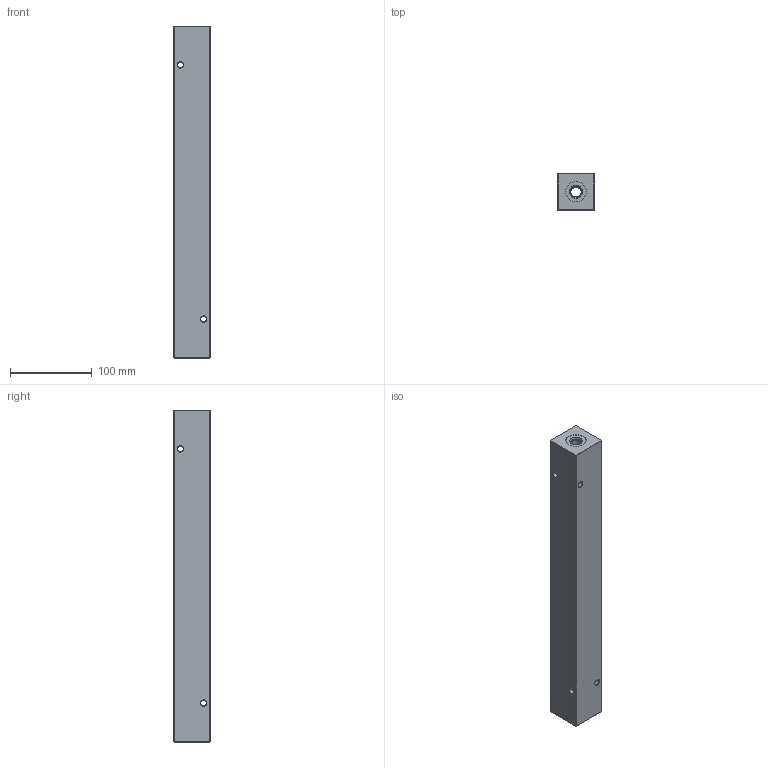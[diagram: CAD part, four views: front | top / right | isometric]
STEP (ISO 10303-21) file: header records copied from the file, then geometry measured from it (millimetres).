
FILE_DESCRIPTION (( 'STEP AP203' ), '1' );
FILE_NAME ('HM-9-90-S-6-4.STEP', '2020-11-09T15:06:15', ( '' ), ( '' ), 'SwSTEP 2.0', 'SolidWorks 2019', '' );
FILE_SCHEMA (( 'CONFIG_CONTROL_DESIGN' ));
Length unit declared in the file: inch
Products named in the file (1): HM-9-90-S-6-4
Bounding box: 44.45 x 44.45 x 406.4 mm (x, y, z)
Volume: 716214.3 mm3; surface area: 102516.9 mm2
Topology: 1 solids, 1 shells, 720 faces, 1789 edges, 1124 vertices
Faces by surface type: plane 255, bspline 195, cone 136, cylinder 134
Entity records: 31716 total; most frequent: CARTESIAN_POINT 15729, ORIENTED_EDGE 3578, DIRECTION 2699, EDGE_CURVE 1789, VERTEX_POINT 1124, VECTOR 1011, LINE 1011, AXIS2_PLACEMENT_3D 844
